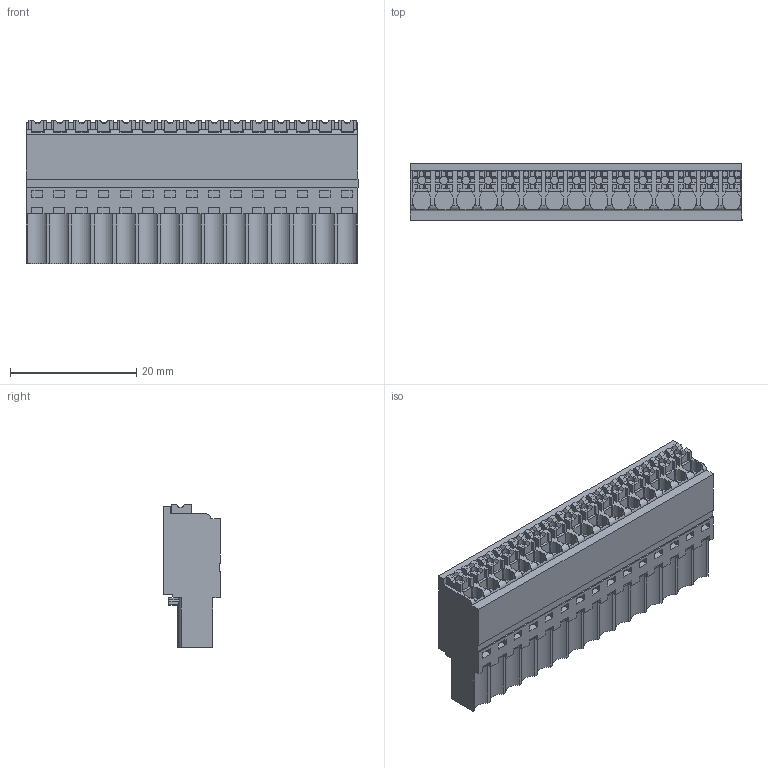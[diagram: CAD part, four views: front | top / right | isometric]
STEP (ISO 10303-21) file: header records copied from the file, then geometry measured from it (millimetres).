
FILE_DESCRIPTION(('CATIA V5R24 STEP','CAx-IF Rec.Pracs.--- Model Styling and Organization---1.2---2011-12-15'),'2;1');
FILE_NAME ('D1462518_0', '2018-01-11T13:35:56+00:00', ('Weidmueller Interface'), ('Weidmueller'), 'CATIA Version 5-6 Release 2014 SP4 HF52', 'CATIA V5 STEP AP214', 'none');
FILE_SCHEMA(('AUTOMOTIVE_DESIGN { 1 0 10303 214 1 1 1 1 }'));
Length unit declared in the file: millimetre
Products named in the file (1): 2459180000
Bounding box: 52.54 x 9 x 22.7 mm (x, y, z)
Volume: 7683.5 mm3; surface area: 6187.9 mm2
Topology: 16 solids, 16 shells, 1400 faces, 4112 edges, 2774 vertices
Faces by surface type: plane 1279, cylinder 121
Entity records: 44300 total; most frequent: CARTESIAN_POINT 9203, ORIENTED_EDGE 8224, DIRECTION 5509, EDGE_CURVE 4112, VECTOR 3450, LINE 3450, VERTEX_POINT 2774, EDGE_LOOP 1460
